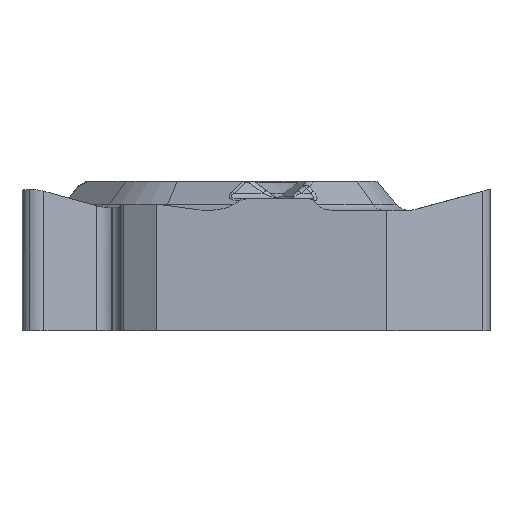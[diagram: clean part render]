
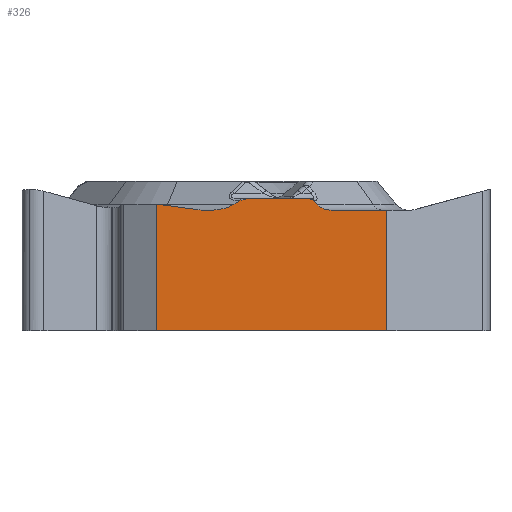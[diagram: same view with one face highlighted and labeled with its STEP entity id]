
A CAD part, left-side view. The second image highlights one B-rep face of the part: STEP entity #326.
In plain terms, the highlighted planar face has unit normal (-1, 0, 0).
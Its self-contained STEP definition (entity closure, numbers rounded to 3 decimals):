
#326=ADVANCED_FACE('',(#574),#524,.F.);
#524=PLANE('',#3308);
#574=FACE_OUTER_BOUND('',#766,.T.);
#766=EDGE_LOOP('',(#1051,#1052,#1053,#1054,#1055,#1056,#1057,#1058,#1059,
#1060,#1061,#1062,#1063,#1064));
#970=ELLIPSE('',#3303,0.489,0.415);
#971=ELLIPSE('',#3304,0.177,0.15);
#972=ELLIPSE('',#3305,0.3,0.15);
#973=ELLIPSE('',#3306,0.83,0.415);
#974=ELLIPSE('',#3307,0.83,0.415);
#1051=ORIENTED_EDGE('',*,*,#2305,.T.);
#1052=ORIENTED_EDGE('',*,*,#2306,.T.);
#1053=ORIENTED_EDGE('',*,*,#2307,.F.);
#1054=ORIENTED_EDGE('',*,*,#2308,.T.);
#1055=ORIENTED_EDGE('',*,*,#2309,.F.);
#1056=ORIENTED_EDGE('',*,*,#2310,.F.);
#1057=ORIENTED_EDGE('',*,*,#2311,.T.);
#1058=ORIENTED_EDGE('',*,*,#2312,.F.);
#1059=ORIENTED_EDGE('',*,*,#2313,.F.);
#1060=ORIENTED_EDGE('',*,*,#2314,.T.);
#1061=ORIENTED_EDGE('',*,*,#2315,.F.);
#1062=ORIENTED_EDGE('',*,*,#2316,.T.);
#1063=ORIENTED_EDGE('',*,*,#2317,.T.);
#1064=ORIENTED_EDGE('',*,*,#2318,.T.);
#2015=VERTEX_POINT('',#4944);
#2016=VERTEX_POINT('',#4945);
#2017=VERTEX_POINT('',#4947);
#2018=VERTEX_POINT('',#4949);
#2019=VERTEX_POINT('',#4951);
#2020=VERTEX_POINT('',#4953);
#2021=VERTEX_POINT('',#4955);
#2022=VERTEX_POINT('',#4957);
#2023=VERTEX_POINT('',#4959);
#2024=VERTEX_POINT('',#4961);
#2025=VERTEX_POINT('',#4963);
#2026=VERTEX_POINT('',#4965);
#2027=VERTEX_POINT('',#4967);
#2028=VERTEX_POINT('',#4969);
#2305=EDGE_CURVE('',#2015,#2016,#2787,.T.);
#2306=EDGE_CURVE('',#2016,#2017,#2788,.T.);
#2307=EDGE_CURVE('',#2018,#2017,#2789,.T.);
#2308=EDGE_CURVE('',#2018,#2019,#970,.T.);
#2309=EDGE_CURVE('',#2020,#2019,#2790,.T.);
#2310=EDGE_CURVE('',#2021,#2020,#971,.T.);
#2311=EDGE_CURVE('',#2021,#2022,#2791,.T.);
#2312=EDGE_CURVE('',#2023,#2022,#972,.T.);
#2313=EDGE_CURVE('',#2024,#2023,#2792,.T.);
#2314=EDGE_CURVE('',#2024,#2025,#973,.T.);
#2315=EDGE_CURVE('',#2026,#2025,#2793,.T.);
#2316=EDGE_CURVE('',#2026,#2027,#974,.T.);
#2317=EDGE_CURVE('',#2027,#2028,#2794,.T.);
#2318=EDGE_CURVE('',#2028,#2015,#2795,.T.);
#2787=LINE('',#4943,#3003);
#2788=LINE('',#4946,#3004);
#2789=LINE('',#4948,#3005);
#2790=LINE('',#4952,#3006);
#2791=LINE('',#4956,#3007);
#2792=LINE('',#4960,#3008);
#2793=LINE('',#4964,#3009);
#2794=LINE('',#4968,#3010);
#2795=LINE('',#4970,#3011);
#3003=VECTOR('',#3668,1.);
#3004=VECTOR('',#3669,1.);
#3005=VECTOR('',#3670,1.);
#3006=VECTOR('',#3673,1.);
#3007=VECTOR('',#3676,1.);
#3008=VECTOR('',#3679,1.);
#3009=VECTOR('',#3682,1.);
#3010=VECTOR('',#3685,1.);
#3011=VECTOR('',#3686,1.);
#3303=AXIS2_PLACEMENT_3D('',#4950,#3671,#3672);
#3304=AXIS2_PLACEMENT_3D('',#4954,#3674,#3675);
#3305=AXIS2_PLACEMENT_3D('',#4958,#3677,#3678);
#3306=AXIS2_PLACEMENT_3D('',#4962,#3680,#3681);
#3307=AXIS2_PLACEMENT_3D('',#4966,#3683,#3684);
#3308=AXIS2_PLACEMENT_3D('',#4971,#3687,#3688);
#3668=DIRECTION('',(0.,-1.,0.));
#3669=DIRECTION('',(0.,0.,1.));
#3670=DIRECTION('',(0.,-1.,0.));
#3671=DIRECTION('',(1.,0.,0.));
#3672=DIRECTION('',(0.,1.,0.));
#3673=DIRECTION('',(0.,-0.703,-0.711));
#3674=DIRECTION('',(1.,0.,0.));
#3675=DIRECTION('',(0.,-1.,0.));
#3676=DIRECTION('',(0.,1.,0.));
#3677=DIRECTION('',(1.,0.,0.));
#3678=DIRECTION('',(0.,1.,0.));
#3679=DIRECTION('',(0.,-0.859,0.512));
#3680=DIRECTION('',(1.,0.,0.));
#3681=DIRECTION('',(0.,1.,0.));
#3682=DIRECTION('',(0.,-1.,0.));
#3683=DIRECTION('',(1.,0.,0.));
#3684=DIRECTION('',(0.,-1.,0.));
#3685=DIRECTION('',(0.,0.991,0.133));
#3686=DIRECTION('',(0.,0.,-1.));
#3687=DIRECTION('',(1.,0.,0.));
#3688=DIRECTION('',(0.,1.,0.));
#4943=CARTESIAN_POINT('',(-4.763,-7.335,-3.97));
#4944=CARTESIAN_POINT('',(-4.763,2.453,-3.97));
#4945=CARTESIAN_POINT('',(-4.763,-4.011,-3.97));
#4946=CARTESIAN_POINT('',(-4.763,-4.011,0.));
#4947=CARTESIAN_POINT('',(-4.763,-4.011,-0.585));
#4948=CARTESIAN_POINT('',(-4.763,7.335,-0.585));
#4949=CARTESIAN_POINT('',(-4.763,-2.445,-0.585));
#4950=CARTESIAN_POINT('',(-4.763,-2.445,-0.17));
#4951=CARTESIAN_POINT('',(-4.763,-2.07,-0.437));
#4952=CARTESIAN_POINT('',(-4.763,2.801,4.486));
#4953=CARTESIAN_POINT('',(-4.763,-1.958,-0.324));
#4954=CARTESIAN_POINT('',(-4.763,-1.823,-0.42));
#4955=CARTESIAN_POINT('',(-4.763,-1.823,-0.27));
#4956=CARTESIAN_POINT('',(-4.763,7.335,-0.27));
#4957=CARTESIAN_POINT('',(-4.763,-0.11,-0.27));
#4958=CARTESIAN_POINT('',(-4.763,-0.11,-0.42));
#4959=CARTESIAN_POINT('',(-4.763,0.12,-0.324));
#4960=CARTESIAN_POINT('',(-4.763,-5.524,3.039));
#4961=CARTESIAN_POINT('',(-4.763,0.31,-0.437));
#4962=CARTESIAN_POINT('',(-4.763,0.946,-0.17));
#4963=CARTESIAN_POINT('',(-4.763,0.946,-0.585));
#4964=CARTESIAN_POINT('',(-4.763,-7.335,-0.585));
#4965=CARTESIAN_POINT('',(-4.763,1.075,-0.585));
#4966=CARTESIAN_POINT('',(-4.763,1.075,-0.17));
#4967=CARTESIAN_POINT('',(-4.763,1.29,-0.571));
#4968=CARTESIAN_POINT('',(-4.763,-7.108,-1.696));
#4969=CARTESIAN_POINT('',(-4.763,2.453,-0.415));
#4970=CARTESIAN_POINT('',(-4.763,2.453,0.));
#4971=CARTESIAN_POINT('',(-4.763,-7.335,0.));
